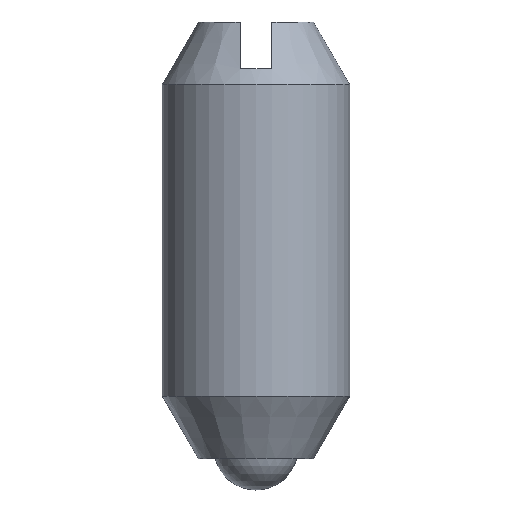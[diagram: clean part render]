
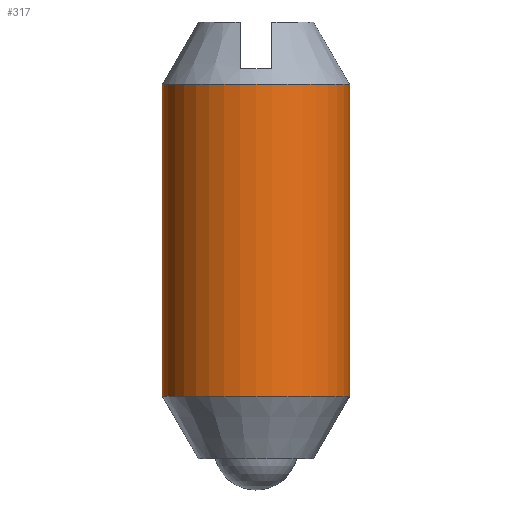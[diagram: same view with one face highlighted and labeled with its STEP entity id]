
A CAD part, front view. The second image highlights one B-rep face of the part: STEP entity #317.
In plain terms, the highlighted cylindrical face has radius 3 mm (diameter 6 mm), a partial arc.
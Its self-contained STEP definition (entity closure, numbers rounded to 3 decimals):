
#135=VERTEX_POINT('',#354);
#171=EDGE_CURVE('',#135,#311,#395,.T.);
#177=EDGE_CURVE('',#323,#281,#401,.T.);
#259=EDGE_CURVE('',#135,#323,#495,.T.);
#281=VERTEX_POINT('',#519);
#295=EDGE_CURVE('',#281,#311,#534,.T.);
#311=VERTEX_POINT('',#552);
#317=ADVANCED_FACE('',(#559),#560,.T.);
#323=VERTEX_POINT('',#566);
#354=CARTESIAN_POINT('',(3.,0.,3.0));
#395=CIRCLE('',#641,3.0);
#401=CIRCLE('',#650,3.0);
#495=LINE('',#805,#806);
#519=CARTESIAN_POINT('',(-3.,0.,13.0));
#534=LINE('',#857,#858);
#552=CARTESIAN_POINT('',(-3.,0.,3.0));
#559=FACE_OUTER_BOUND('',#886,.T.);
#560=CYLINDRICAL_SURFACE('',#887,3.0);
#566=CARTESIAN_POINT('',(3.,0.,13.0));
#641=AXIS2_PLACEMENT_3D('',#973,#974,#975);
#650=AXIS2_PLACEMENT_3D('',#982,#983,#984);
#805=CARTESIAN_POINT('',(3.,0.,8.0));
#806=VECTOR('',#1096,1.0);
#857=CARTESIAN_POINT('',(-3.,0.,8.0));
#858=VECTOR('',#1132,1.0);
#886=EDGE_LOOP('',(#1169,#1170,#1171,#1172));
#887=AXIS2_PLACEMENT_3D('',#1173,#1174,#1175);
#973=CARTESIAN_POINT('',(0.,0.,3.0));
#974=DIRECTION('',(0.0,0.0,-1.0));
#975=DIRECTION('',(-1.0,0.,0.0));
#982=CARTESIAN_POINT('',(0.,0.,13.0));
#983=DIRECTION('',(0.0,0.0,-1.0));
#984=DIRECTION('',(-1.0,0.,0.0));
#1096=DIRECTION('',(-0.0,-0.0,1.0));
#1132=DIRECTION('',(0.0,0.0,-1.0));
#1169=ORIENTED_EDGE('',*,*,#295,.T.);
#1170=ORIENTED_EDGE('',*,*,#171,.F.);
#1171=ORIENTED_EDGE('',*,*,#259,.T.);
#1172=ORIENTED_EDGE('',*,*,#177,.T.);
#1173=CARTESIAN_POINT('',(0.,0.,8.0));
#1174=DIRECTION('',(-0.0,-0.0,1.0));
#1175=DIRECTION('',(-1.0,0.,0.0));
